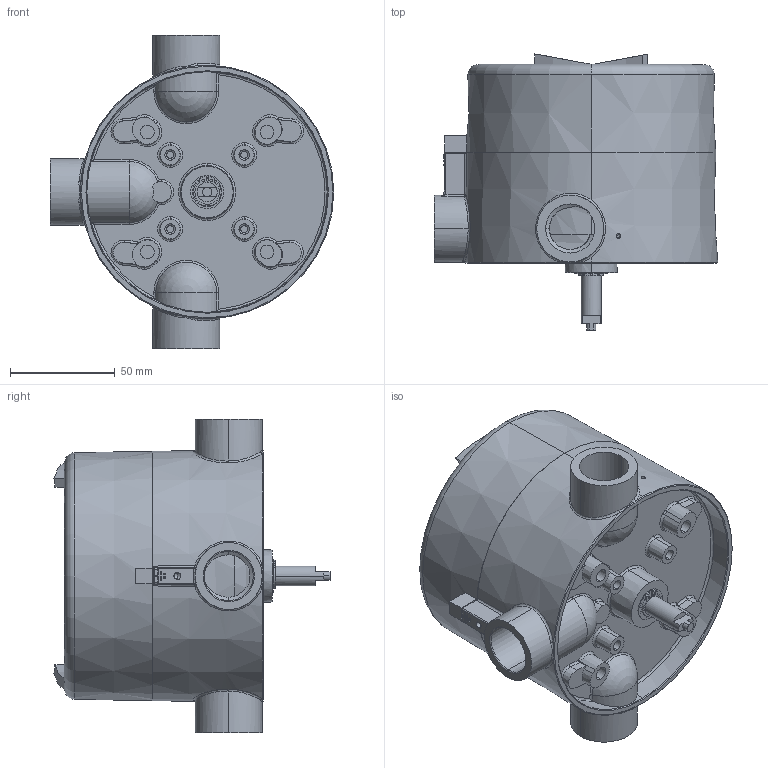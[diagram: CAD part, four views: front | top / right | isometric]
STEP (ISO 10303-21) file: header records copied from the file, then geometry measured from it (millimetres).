
FILE_DESCRIPTION (( 'STEP AP214' ), '1' );
FILE_NAME ('DSDM utan Dome_190312.STEP', '2019-03-13T10:06:58', ( '' ), ( '' ), 'SwSTEP 2.0', 'SolidWorks 2017', '' );
FILE_SCHEMA (( 'AUTOMOTIVE_DESIGN' ));
Length unit declared in the file: millimetre
Products named in the file (1): DSDM utan Dome_190312
Bounding box: 135.5 x 131.93 x 150 mm (x, y, z)
Volume: 1165104.2 mm3; surface area: 113548.9 mm2
Topology: 5 solids, 5 shells, 418 faces, 1026 edges, 640 vertices
Faces by surface type: cylinder 146, plane 112, cone 77, torus 51, bspline 27, sphere 5
Entity records: 22389 total; most frequent: CARTESIAN_POINT 12441, ORIENTED_EDGE 2024, DIRECTION 2009, EDGE_CURVE 1012, AXIS2_PLACEMENT_3D 811, VERTEX_POINT 637, EDGE_LOOP 465, CIRCLE 419
